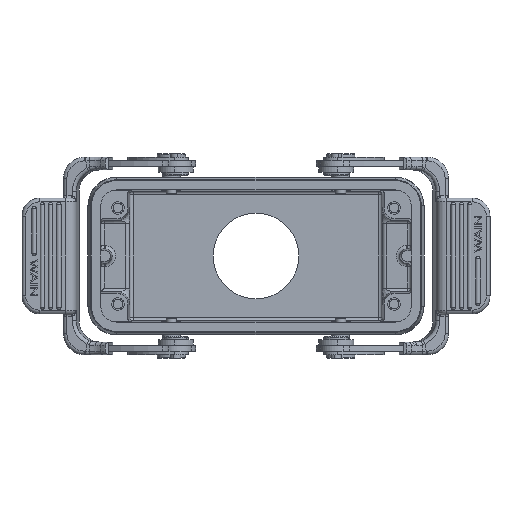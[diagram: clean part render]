
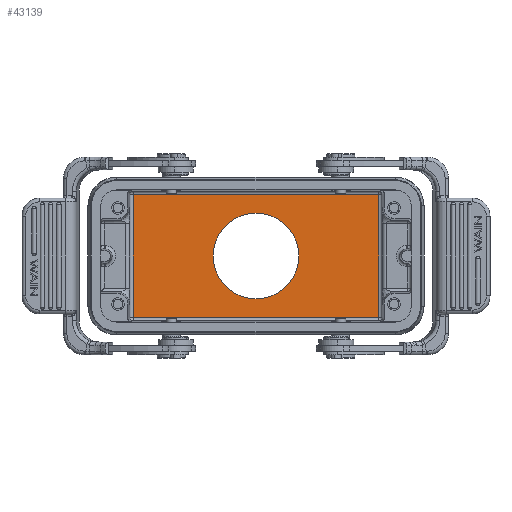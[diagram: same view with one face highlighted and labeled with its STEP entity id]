
A CAD part, front view. The second image highlights one B-rep face of the part: STEP entity #43139.
In plain terms, the highlighted planar face has unit normal (0, -1, 0).
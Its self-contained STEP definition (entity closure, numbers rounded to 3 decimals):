
#10763=CARTESIAN_POINT('',(0.,43.,0.));
#10764=DIRECTION('',(0.,-1.,0.));
#10765=DIRECTION('',(-1.,0.,0.));
#10766=AXIS2_PLACEMENT_3D('',#10763,#10764,#10765);
#10768=CARTESIAN_POINT('',(0.,43.,0.));
#10769=DIRECTION('',(0.,-1.,0.));
#10770=DIRECTION('',(1.,0.,0.));
#10771=AXIS2_PLACEMENT_3D('',#10768,#10769,#10770);
#10777=DIRECTION('',(-1.,0.,0.));
#10778=VECTOR('',#10777,68.89);
#10779=CARTESIAN_POINT('',(34.445,43.,17.222));
#10780=LINE('',#10779,#10778);
#11514=DIRECTION('',(0.,0.,-1.));
#11515=VECTOR('',#11514,34.445);
#11516=CARTESIAN_POINT('',(-34.445,43.,17.222));
#11517=LINE('',#11516,#11515);
#11537=DIRECTION('',(1.,0.,0.));
#11538=VECTOR('',#11537,68.89);
#11539=CARTESIAN_POINT('',(-34.445,43.,-17.222));
#11540=LINE('',#11539,#11538);
#11564=DIRECTION('',(0.,0.,1.));
#11565=VECTOR('',#11564,34.445);
#11566=CARTESIAN_POINT('',(34.445,43.,-17.222));
#11567=LINE('',#11566,#11565);
#20244=CARTESIAN_POINT('',(34.445,43.,17.222));
#20245=CARTESIAN_POINT('',(-34.445,43.,17.222));
#20246=VERTEX_POINT('',#20244);
#20247=VERTEX_POINT('',#20245);
#20248=CARTESIAN_POINT('',(34.445,43.,-17.222));
#20249=VERTEX_POINT('',#20248);
#20250=CARTESIAN_POINT('',(-34.445,43.,-17.222));
#20251=VERTEX_POINT('',#20250);
#24871=CARTESIAN_POINT('',(12.,43.,0.));
#24872=VERTEX_POINT('',#24871);
#24873=CARTESIAN_POINT('',(-12.,43.,0.));
#24874=VERTEX_POINT('',#24873);
#43120=CARTESIAN_POINT('',(45.5,43.,-21.5));
#43121=DIRECTION('',(0.,1.,0.));
#43122=DIRECTION('',(1.,0.,0.));
#43123=AXIS2_PLACEMENT_3D('',#43120,#43121,#43122);
#43124=PLANE('',#43123);
#43126=ORIENTED_EDGE('',*,*,#43125,.F.);
#43128=ORIENTED_EDGE('',*,*,#43127,.F.);
#43130=ORIENTED_EDGE('',*,*,#43129,.F.);
#43132=ORIENTED_EDGE('',*,*,#43131,.F.);
#43133=EDGE_LOOP('',(#43126,#43128,#43130,#43132));
#43134=FACE_OUTER_BOUND('',#43133,.F.);
#43135=ORIENTED_EDGE('',*,*,#43100,.T.);
#43136=ORIENTED_EDGE('',*,*,#43114,.T.);
#43137=EDGE_LOOP('',(#43135,#43136));
#43138=FACE_BOUND('',#43137,.F.);
#43139=ADVANCED_FACE('',(#43134,#43138),#43124,.F.);
#10767=CIRCLE('',#10766,12.);
#10772=CIRCLE('',#10771,12.);
#43100=EDGE_CURVE('',#24874,#24872,#10767,.T.);
#43114=EDGE_CURVE('',#24872,#24874,#10772,.T.);
#43125=EDGE_CURVE('',#20246,#20247,#10780,.T.);
#43127=EDGE_CURVE('',#20249,#20246,#11567,.T.);
#43129=EDGE_CURVE('',#20251,#20249,#11540,.T.);
#43131=EDGE_CURVE('',#20247,#20251,#11517,.T.);
